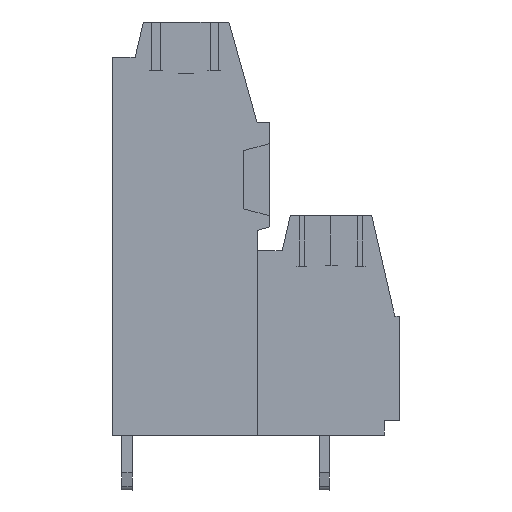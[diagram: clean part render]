
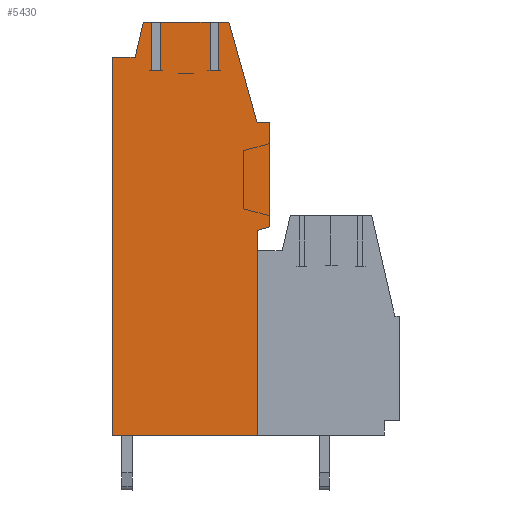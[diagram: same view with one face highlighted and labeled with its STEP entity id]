
A CAD part, left-side view. The second image highlights one B-rep face of the part: STEP entity #5430.
In plain terms, the highlighted planar face has unit normal (-1, 0, 0).
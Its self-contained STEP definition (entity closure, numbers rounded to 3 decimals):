
#5370=AXIS2_PLACEMENT_3D('Plane Axis2P3D',#5367,#5368,#5369) ;
#1737=CARTESIAN_POINT('Vertex',(0.,8.3,3.2)) ;
#1740=CARTESIAN_POINT('Line Origine',(0.,12.525,3.2)) ;
#1744=CARTESIAN_POINT('Vertex',(0.,16.75,3.2)) ;
#3004=CARTESIAN_POINT('Line Origine',(0.,16.75,14.225)) ;
#3008=CARTESIAN_POINT('Vertex',(0.,16.75,25.25)) ;
#3128=CARTESIAN_POINT('Vertex',(0.,8.3,15.15)) ;
#3131=CARTESIAN_POINT('Line Origine',(0.,8.3,9.175)) ;
#3292=CARTESIAN_POINT('Vertex',(0.,14.95,27.3)) ;
#3295=CARTESIAN_POINT('Line Origine',(0.,14.7,27.3)) ;
#3299=CARTESIAN_POINT('Vertex',(0.,14.45,27.3)) ;
#3348=CARTESIAN_POINT('Vertex',(0.,13.95,27.3)) ;
#3351=CARTESIAN_POINT('Line Origine',(0.,12.5,27.3)) ;
#3355=CARTESIAN_POINT('Vertex',(0.,11.05,27.3)) ;
#3404=CARTESIAN_POINT('Vertex',(0.,10.55,27.3)) ;
#3407=CARTESIAN_POINT('Line Origine',(0.,10.25,27.3)) ;
#3411=CARTESIAN_POINT('Vertex',(0.,9.95,27.3)) ;
#3957=CARTESIAN_POINT('Line Origine',(0.,9.131,24.375)) ;
#3961=CARTESIAN_POINT('Vertex',(0.,8.311,21.45)) ;
#3981=CARTESIAN_POINT('Line Origine',(0.,7.956,21.45)) ;
#3985=CARTESIAN_POINT('Vertex',(0.,7.6,21.45)) ;
#4005=CARTESIAN_POINT('Line Origine',(0.,7.6,18.4)) ;
#4009=CARTESIAN_POINT('Vertex',(0.,7.6,15.35)) ;
#4811=CARTESIAN_POINT('Line Origine',(0.,7.95,15.25)) ;
#4828=CARTESIAN_POINT('Line Origine',(0.,16.088,25.25)) ;
#4832=CARTESIAN_POINT('Vertex',(0.,15.425,25.25)) ;
#4852=CARTESIAN_POINT('Line Origine',(0.,15.188,26.275)) ;
#5367=CARTESIAN_POINT('Axis2P3D Location',(0.,7.6,0.)) ;
#5372=CARTESIAN_POINT('Line Origine',(0.,13.95,25.875)) ;
#5376=CARTESIAN_POINT('Vertex',(0.,13.95,24.45)) ;
#5379=CARTESIAN_POINT('Line Origine',(0.,14.2,24.45)) ;
#5383=CARTESIAN_POINT('Vertex',(0.,14.45,24.45)) ;
#5386=CARTESIAN_POINT('Line Origine',(0.,14.45,25.875)) ;
#5391=CARTESIAN_POINT('Line Origine',(0.,10.55,25.875)) ;
#5395=CARTESIAN_POINT('Vertex',(0.,10.55,24.45)) ;
#5398=CARTESIAN_POINT('Line Origine',(0.,10.8,24.45)) ;
#5402=CARTESIAN_POINT('Vertex',(0.,11.05,24.45)) ;
#5405=CARTESIAN_POINT('Line Origine',(0.,11.05,25.875)) ;
#1741=DIRECTION('Vector Direction',(0.,1.,0.)) ;
#3005=DIRECTION('Vector Direction',(0.,0.,1.)) ;
#3132=DIRECTION('Vector Direction',(0.,0.,-1.)) ;
#3296=DIRECTION('Vector Direction',(0.,-1.,0.)) ;
#3352=DIRECTION('Vector Direction',(0.,-1.,0.)) ;
#3408=DIRECTION('Vector Direction',(0.,-1.,0.)) ;
#3958=DIRECTION('Vector Direction',(0.,-0.27,-0.963)) ;
#3982=DIRECTION('Vector Direction',(0.,-1.,0.)) ;
#4006=DIRECTION('Vector Direction',(0.,0.,-1.)) ;
#4812=DIRECTION('Vector Direction',(0.,0.962,-0.275)) ;
#4829=DIRECTION('Vector Direction',(0.,-1.,0.)) ;
#4853=DIRECTION('Vector Direction',(0.,-0.226,0.974)) ;
#5368=DIRECTION('Axis2P3D Direction',(-1.,0.,0.)) ;
#5369=DIRECTION('Axis2P3D XDirection',(0.,0.,1.)) ;
#5373=DIRECTION('Vector Direction',(0.,0.,1.)) ;
#5380=DIRECTION('Vector Direction',(0.,-1.,0.)) ;
#5387=DIRECTION('Vector Direction',(0.,0.,1.)) ;
#5392=DIRECTION('Vector Direction',(0.,0.,1.)) ;
#5399=DIRECTION('Vector Direction',(0.,-1.,0.)) ;
#5406=DIRECTION('Vector Direction',(0.,0.,1.)) ;
#1742=VECTOR('Line Direction',#1741,1.) ;
#3006=VECTOR('Line Direction',#3005,1.) ;
#3133=VECTOR('Line Direction',#3132,1.) ;
#3297=VECTOR('Line Direction',#3296,1.) ;
#3353=VECTOR('Line Direction',#3352,1.) ;
#3409=VECTOR('Line Direction',#3408,1.) ;
#3959=VECTOR('Line Direction',#3958,1.) ;
#3983=VECTOR('Line Direction',#3982,1.) ;
#4007=VECTOR('Line Direction',#4006,1.) ;
#4813=VECTOR('Line Direction',#4812,1.) ;
#4830=VECTOR('Line Direction',#4829,1.) ;
#4854=VECTOR('Line Direction',#4853,1.) ;
#5374=VECTOR('Line Direction',#5373,1.) ;
#5381=VECTOR('Line Direction',#5380,1.) ;
#5388=VECTOR('Line Direction',#5387,1.) ;
#5393=VECTOR('Line Direction',#5392,1.) ;
#5400=VECTOR('Line Direction',#5399,1.) ;
#5407=VECTOR('Line Direction',#5406,1.) ;
#5411=ORIENTED_EDGE('',*,*,#3357,.T.) ;
#5412=ORIENTED_EDGE('',*,*,#5378,.F.) ;
#5413=ORIENTED_EDGE('',*,*,#5385,.F.) ;
#5414=ORIENTED_EDGE('',*,*,#5390,.T.) ;
#5415=ORIENTED_EDGE('',*,*,#3301,.T.) ;
#5416=ORIENTED_EDGE('',*,*,#4856,.T.) ;
#5417=ORIENTED_EDGE('',*,*,#4834,.T.) ;
#5418=ORIENTED_EDGE('',*,*,#3010,.T.) ;
#5419=ORIENTED_EDGE('',*,*,#1746,.T.) ;
#5420=ORIENTED_EDGE('',*,*,#3135,.T.) ;
#5421=ORIENTED_EDGE('',*,*,#4815,.T.) ;
#5422=ORIENTED_EDGE('',*,*,#4011,.T.) ;
#5423=ORIENTED_EDGE('',*,*,#3987,.T.) ;
#5424=ORIENTED_EDGE('',*,*,#3963,.T.) ;
#5425=ORIENTED_EDGE('',*,*,#3413,.T.) ;
#5426=ORIENTED_EDGE('',*,*,#5397,.F.) ;
#5427=ORIENTED_EDGE('',*,*,#5404,.F.) ;
#5428=ORIENTED_EDGE('',*,*,#5409,.T.) ;
#5430=ADVANCED_FACE('Hauptk\X2\00F6\X0\rper',(#5429),#5371,.T.) ;
#1746=EDGE_CURVE('',#1745,#1738,#1743,.F.) ;
#3010=EDGE_CURVE('',#3009,#1745,#3007,.F.) ;
#3135=EDGE_CURVE('',#1738,#3129,#3134,.F.) ;
#3301=EDGE_CURVE('',#3300,#3293,#3298,.F.) ;
#3357=EDGE_CURVE('',#3356,#3349,#3354,.F.) ;
#3413=EDGE_CURVE('',#3412,#3405,#3410,.F.) ;
#3963=EDGE_CURVE('',#3962,#3412,#3960,.F.) ;
#3987=EDGE_CURVE('',#3986,#3962,#3984,.F.) ;
#4011=EDGE_CURVE('',#4010,#3986,#4008,.F.) ;
#4815=EDGE_CURVE('',#3129,#4010,#4814,.F.) ;
#4834=EDGE_CURVE('',#4833,#3009,#4831,.F.) ;
#4856=EDGE_CURVE('',#3293,#4833,#4855,.F.) ;
#5378=EDGE_CURVE('',#5377,#3349,#5375,.T.) ;
#5385=EDGE_CURVE('',#5384,#5377,#5382,.T.) ;
#5390=EDGE_CURVE('',#5384,#3300,#5389,.T.) ;
#5397=EDGE_CURVE('',#5396,#3405,#5394,.T.) ;
#5404=EDGE_CURVE('',#5403,#5396,#5401,.T.) ;
#5409=EDGE_CURVE('',#5403,#3356,#5408,.T.) ;
#5410=EDGE_LOOP('',(#5411,#5412,#5413,#5414,#5415,#5416,#5417,#5418,#5419,#5420,#5421,#5422,#5423,#5424,#5425,#5426,#5427,#5428)) ;
#5429=FACE_OUTER_BOUND('',#5410,.T.) ;
#1743=LINE('Line',#1740,#1742) ;
#3007=LINE('Line',#3004,#3006) ;
#3134=LINE('Line',#3131,#3133) ;
#3298=LINE('Line',#3295,#3297) ;
#3354=LINE('Line',#3351,#3353) ;
#3410=LINE('Line',#3407,#3409) ;
#3960=LINE('Line',#3957,#3959) ;
#3984=LINE('Line',#3981,#3983) ;
#4008=LINE('Line',#4005,#4007) ;
#4814=LINE('Line',#4811,#4813) ;
#4831=LINE('Line',#4828,#4830) ;
#4855=LINE('Line',#4852,#4854) ;
#5375=LINE('Line',#5372,#5374) ;
#5382=LINE('Line',#5379,#5381) ;
#5389=LINE('Line',#5386,#5388) ;
#5394=LINE('Line',#5391,#5393) ;
#5401=LINE('Line',#5398,#5400) ;
#5408=LINE('Line',#5405,#5407) ;
#5371=PLANE('',#5370) ;
#1738=VERTEX_POINT('',#1737) ;
#1745=VERTEX_POINT('',#1744) ;
#3009=VERTEX_POINT('',#3008) ;
#3129=VERTEX_POINT('',#3128) ;
#3293=VERTEX_POINT('',#3292) ;
#3300=VERTEX_POINT('',#3299) ;
#3349=VERTEX_POINT('',#3348) ;
#3356=VERTEX_POINT('',#3355) ;
#3405=VERTEX_POINT('',#3404) ;
#3412=VERTEX_POINT('',#3411) ;
#3962=VERTEX_POINT('',#3961) ;
#3986=VERTEX_POINT('',#3985) ;
#4010=VERTEX_POINT('',#4009) ;
#4833=VERTEX_POINT('',#4832) ;
#5377=VERTEX_POINT('',#5376) ;
#5384=VERTEX_POINT('',#5383) ;
#5396=VERTEX_POINT('',#5395) ;
#5403=VERTEX_POINT('',#5402) ;
